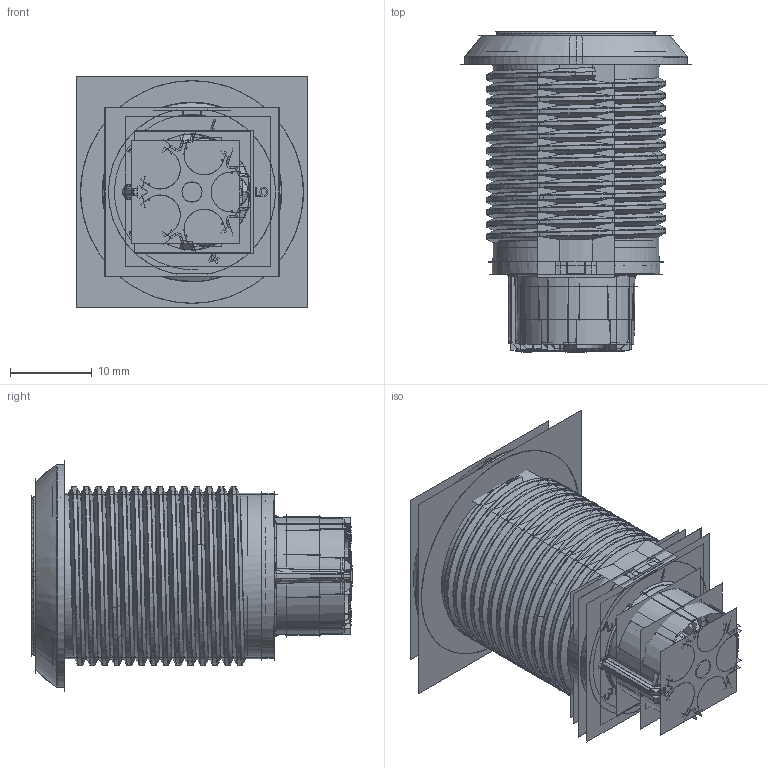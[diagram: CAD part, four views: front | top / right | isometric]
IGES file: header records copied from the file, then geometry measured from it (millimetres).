
Start section:  PTC IGES file: 202740.igs
Global section: file name: 202740.igs; native system: Creo Parametric by PTC Inc.; preprocessor: 2016260; author: pdmadmin; organization: Unknown; date: 20171102.105612; units: millimetre
Bounding box: 28.34 x 39.23 x 28.34 mm (x, y, z)
Volume: 5386.9 mm3; surface area: 112516.1 mm2
Topology: 13 solids, 28 shells, 1716 faces, 8620 edges, 10836 vertices
Faces by surface type: bspline 980, revolution 736
